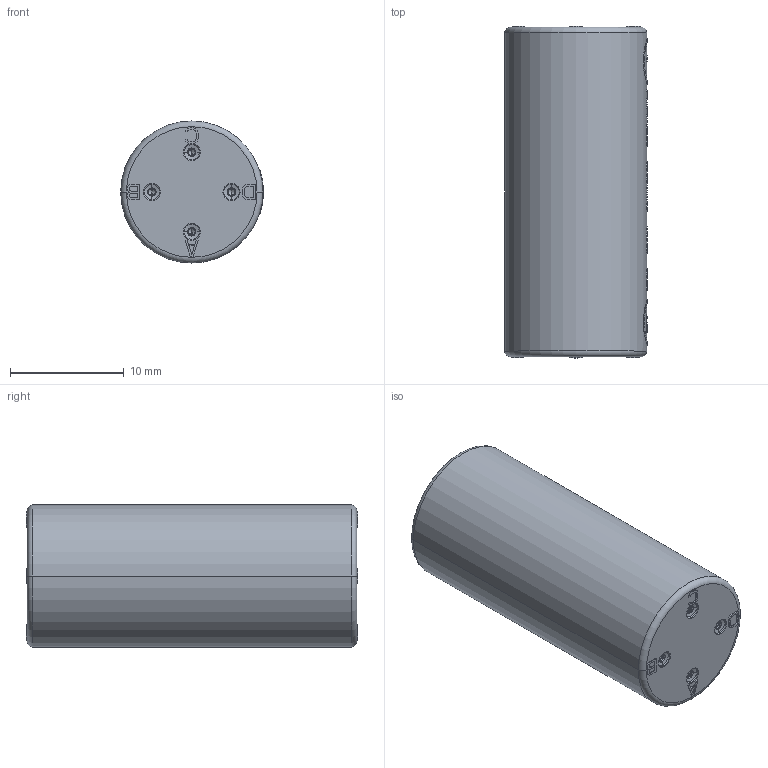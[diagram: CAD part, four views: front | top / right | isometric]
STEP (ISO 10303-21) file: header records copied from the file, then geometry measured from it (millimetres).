
FILE_DESCRIPTION((''),'2;1');
FILE_NAME('00111910802','2020-05-26T',('presta_be4'),(''),'CREO PARAMETRIC BY PTC INC, 2018360','CREO PARAMETRIC BY PTC INC, 2018360','');
FILE_SCHEMA(('CONFIG_CONTROL_DESIGN'));
Length unit declared in the file: millimetre
Products named in the file (1): 00111910802
Bounding box: 12.55 x 29.2 x 12.5 mm (x, y, z)
Volume: 3288.6 mm3; surface area: 3213.1 mm2
Topology: 9 solids, 9 shells, 3149 faces, 8853 edges, 5784 vertices
Faces by surface type: plane 2429, cylinder 348, cone 192, torus 148, sphere 32
Entity records: 110503 total; most frequent: CARTESIAN_POINT 31191, ORIENTED_EDGE 17674, DIRECTION 15347, EDGE_CURVE 8837, VERTEX_POINT 5784, AXIS2_PLACEMENT_3D 5408, VECTOR 4531, LINE 4531
